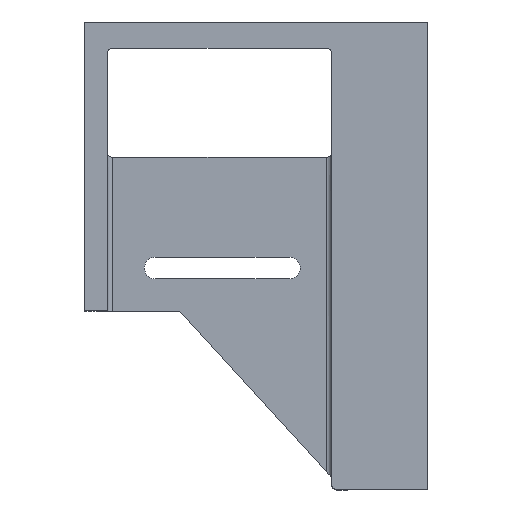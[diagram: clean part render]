
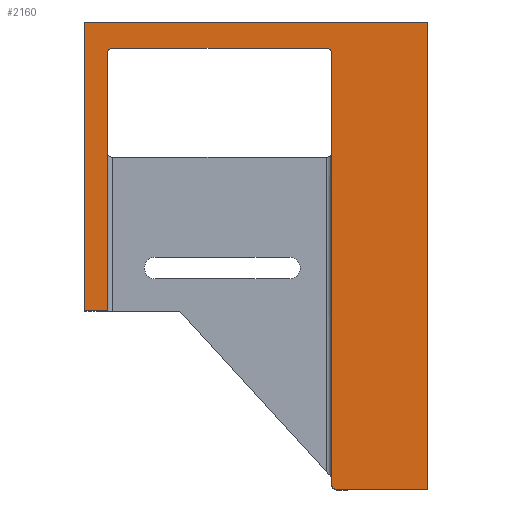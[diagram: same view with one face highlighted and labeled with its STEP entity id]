
A CAD part, top view. The second image highlights one B-rep face of the part: STEP entity #2160.
In plain terms, the highlighted planar face has unit normal (0, 0, 1).
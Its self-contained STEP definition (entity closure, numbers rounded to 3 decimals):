
#99=PLANE('',#2390);
#192=FACE_OUTER_BOUND('',#336,.T.);
#336=EDGE_LOOP('',(#1911,#1912,#1913,#1914,#1915,#1916,#1917,#1918,#1919,
#1920,#1921));
#451=CIRCLE('',#2389,1.);
#452=CIRCLE('',#2391,1.);
#453=CIRCLE('',#2392,1.);
#477=LINE('',#3128,#687);
#505=LINE('',#3220,#715);
#511=LINE('',#3241,#721);
#519=LINE('',#3270,#729);
#610=LINE('',#3538,#820);
#623=LINE('',#3574,#833);
#639=LINE('',#3606,#849);
#647=LINE('',#3632,#857);
#687=VECTOR('',#2485,10.);
#715=VECTOR('',#2561,10.);
#721=VECTOR('',#2579,10.);
#729=VECTOR('',#2601,1000.);
#820=VECTOR('',#2870,10.);
#833=VECTOR('',#2905,10.);
#849=VECTOR('',#2949,1000.);
#857=VECTOR('',#2977,10.);
#917=VERTEX_POINT('',#3125);
#918=VERTEX_POINT('',#3127);
#957=VERTEX_POINT('',#3217);
#958=VERTEX_POINT('',#3219);
#980=VERTEX_POINT('',#3267);
#981=VERTEX_POINT('',#3269);
#1068=VERTEX_POINT('',#3535);
#1069=VERTEX_POINT('',#3537);
#1082=VERTEX_POINT('',#3603);
#1083=VERTEX_POINT('',#3605);
#1091=VERTEX_POINT('',#3628);
#1130=EDGE_CURVE('',#918,#917,#477,.T.);
#1176=EDGE_CURVE('',#957,#958,#505,.T.);
#1187=EDGE_CURVE('',#958,#917,#511,.T.);
#1201=EDGE_CURVE('',#980,#981,#519,.T.);
#1334=EDGE_CURVE('',#1069,#1068,#610,.T.);
#1353=EDGE_CURVE('',#981,#957,#623,.T.);
#1369=EDGE_CURVE('',#1083,#1082,#639,.T.);
#1383=EDGE_CURVE('',#1082,#1091,#451,.T.);
#1385=EDGE_CURVE('',#1091,#918,#647,.T.);
#1386=EDGE_CURVE('',#1069,#980,#452,.T.);
#1387=EDGE_CURVE('',#1083,#1068,#453,.T.);
#1911=ORIENTED_EDGE('',*,*,#1383,.T.);
#1912=ORIENTED_EDGE('',*,*,#1385,.T.);
#1913=ORIENTED_EDGE('',*,*,#1130,.T.);
#1914=ORIENTED_EDGE('',*,*,#1187,.F.);
#1915=ORIENTED_EDGE('',*,*,#1176,.F.);
#1916=ORIENTED_EDGE('',*,*,#1353,.F.);
#1917=ORIENTED_EDGE('',*,*,#1201,.F.);
#1918=ORIENTED_EDGE('',*,*,#1386,.F.);
#1919=ORIENTED_EDGE('',*,*,#1334,.T.);
#1920=ORIENTED_EDGE('',*,*,#1387,.F.);
#1921=ORIENTED_EDGE('',*,*,#1369,.T.);
#2160=ADVANCED_FACE('',(#192),#99,.F.);
#2389=AXIS2_PLACEMENT_3D('',#3629,#2972,#2973);
#2390=AXIS2_PLACEMENT_3D('',#3631,#2975,#2976);
#2391=AXIS2_PLACEMENT_3D('',#3633,#2978,#2979);
#2392=AXIS2_PLACEMENT_3D('',#3634,#2980,#2981);
#2485=DIRECTION('',(0.,1.,0.));
#2561=DIRECTION('',(0.,1.,0.));
#2579=DIRECTION('',(1.,0.,0.));
#2601=DIRECTION('',(0.,-1.,0.));
#2870=DIRECTION('',(1.,0.,0.));
#2905=DIRECTION('',(-1.,0.,0.));
#2949=DIRECTION('',(0.,-1.,0.));
#2972=DIRECTION('center_axis',(0.,0.,1.));
#2973=DIRECTION('ref_axis',(-0.707,-0.707,0.));
#2975=DIRECTION('center_axis',(0.,0.,-1.));
#2976=DIRECTION('ref_axis',(-1.,0.,0.));
#2977=DIRECTION('',(1.,0.,0.));
#2978=DIRECTION('center_axis',(0.,0.,1.));
#2979=DIRECTION('ref_axis',(-0.707,0.707,0.));
#2980=DIRECTION('center_axis',(0.,0.,1.));
#2981=DIRECTION('ref_axis',(0.707,0.707,0.));
#3125=CARTESIAN_POINT('',(-60.,101.,45.5));
#3127=CARTESIAN_POINT('',(-60.,11.25,45.5));
#3128=CARTESIAN_POINT('',(-60.,11.25,45.5));
#3217=CARTESIAN_POINT('',(-126.,45.55,45.5));
#3219=CARTESIAN_POINT('',(-126.,101.,45.5));
#3220=CARTESIAN_POINT('',(-126.,60.75,45.5));
#3241=CARTESIAN_POINT('',(-74.,101.,45.5));
#3267=CARTESIAN_POINT('',(-121.5,95.,45.5));
#3269=CARTESIAN_POINT('',(-121.5,45.55,45.5));
#3270=CARTESIAN_POINT('',(-121.5,96.,45.5));
#3535=CARTESIAN_POINT('',(-79.5,96.,45.5));
#3537=CARTESIAN_POINT('',(-120.5,96.,45.5));
#3538=CARTESIAN_POINT('',(-124.,96.,45.5));
#3574=CARTESIAN_POINT('',(-107.605,45.55,45.5));
#3603=CARTESIAN_POINT('',(-78.5,12.25,45.5));
#3605=CARTESIAN_POINT('',(-78.5,95.,45.5));
#3606=CARTESIAN_POINT('',(-78.5,96.,45.5));
#3628=CARTESIAN_POINT('',(-77.5,11.25,45.5));
#3629=CARTESIAN_POINT('Origin',(-77.5,12.25,45.5));
#3631=CARTESIAN_POINT('Origin',(-121.5,96.,45.5));
#3632=CARTESIAN_POINT('',(-110.75,11.25,45.5));
#3633=CARTESIAN_POINT('Origin',(-120.5,95.,45.5));
#3634=CARTESIAN_POINT('Origin',(-79.5,95.,45.5));
